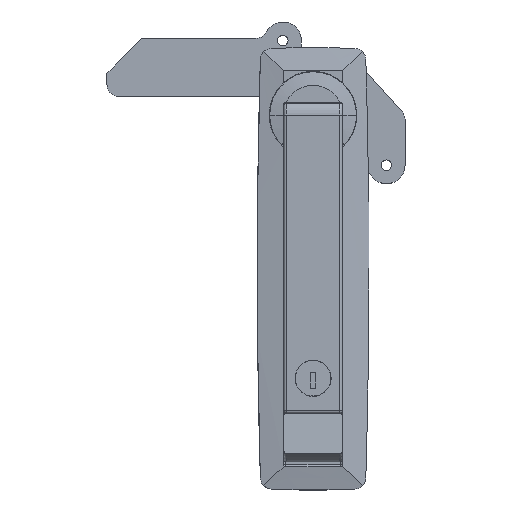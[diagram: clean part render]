
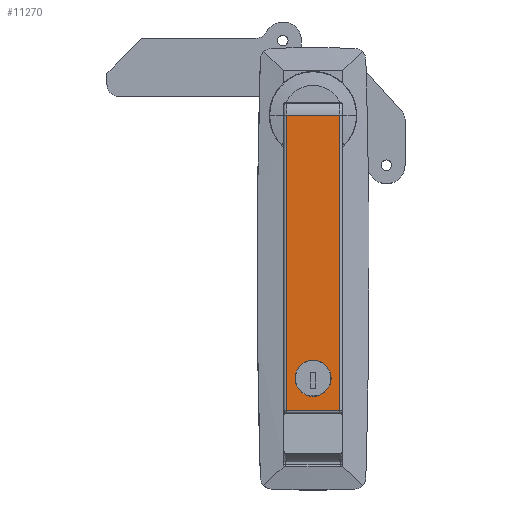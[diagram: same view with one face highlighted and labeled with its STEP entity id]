
A CAD part, top view. The second image highlights one B-rep face of the part: STEP entity #11270.
In plain terms, the highlighted planar face has unit normal (0, 0, 1).
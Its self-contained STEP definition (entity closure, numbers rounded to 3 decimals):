
#211 = EDGE_CURVE ( 'NONE', #8220, #11480, #739, .T. ) ;
#266 = ORIENTED_EDGE ( 'NONE', *, *, #211, .F. ) ;
#480 = EDGE_CURVE ( 'NONE', #5965, #754, #8732, .T. ) ;
#726 = DIRECTION ( 'NONE',  ( -1., 0., 0. ) ) ;
#739 = LINE ( 'NONE', #5645, #2275 ) ;
#754 = VERTEX_POINT ( 'NONE', #9973 ) ;
#2053 = DIRECTION ( 'NONE',  ( 0., 0., 1. ) ) ;
#2275 = VECTOR ( 'NONE', #14377, 1000. ) ;
#2834 = LINE ( 'NONE', #16497, #5067 ) ;
#3263 = EDGE_CURVE ( 'NONE', #8220, #5965, #11094, .T. ) ;
#3321 = CIRCLE ( 'NONE', #15794, 7.75 ) ;
#4661 = CARTESIAN_POINT ( 'NONE',  ( -11.5, -127., 7. ) ) ;
#4884 = DIRECTION ( 'NONE',  ( 0., 0., 1. ) ) ;
#4930 = AXIS2_PLACEMENT_3D ( 'NONE', #10546, #14990, #17725 ) ;
#5067 = VECTOR ( 'NONE', #12369, 1000. ) ;
#5645 = CARTESIAN_POINT ( 'NONE',  ( -12.5, -0.099, 7. ) ) ;
#5838 = VECTOR ( 'NONE', #17635, 1000. ) ;
#5965 = VERTEX_POINT ( 'NONE', #4661 ) ;
#6753 = ORIENTED_EDGE ( 'NONE', *, *, #480, .T. ) ;
#6939 = CARTESIAN_POINT ( 'NONE',  ( -11.5, -114.5, 7. ) ) ;
#7425 = EDGE_CURVE ( 'NONE', #11322, #16237, #14387, .T. ) ;
#7539 = ORIENTED_EDGE ( 'NONE', *, *, #11295, .F. ) ;
#7681 = CARTESIAN_POINT ( 'NONE',  ( 0., -113., 7. ) ) ;
#8220 = VERTEX_POINT ( 'NONE', #13976 ) ;
#8732 = LINE ( 'NONE', #9285, #5838 ) ;
#9285 = CARTESIAN_POINT ( 'NONE',  ( 0., -127., 7. ) ) ;
#9621 = DIRECTION ( 'NONE',  ( 0., -1., 0. ) ) ;
#9973 = CARTESIAN_POINT ( 'NONE',  ( 11.5, -127., 7. ) ) ;
#10546 = CARTESIAN_POINT ( 'NONE',  ( 0., -114.5, 7. ) ) ;
#11094 = LINE ( 'NONE', #6939, #16894 ) ;
#11270 = ADVANCED_FACE ( 'NONE', ( #14702, #14257 ), #16289, .F. ) ;
#11295 = EDGE_CURVE ( 'NONE', #16237, #11322, #3321, .T. ) ;
#11322 = VERTEX_POINT ( 'NONE', #15055 ) ;
#11480 = VERTEX_POINT ( 'NONE', #14165 ) ;
#12194 = ORIENTED_EDGE ( 'NONE', *, *, #7425, .F. ) ;
#12369 = DIRECTION ( 'NONE',  ( 0., 1., 0. ) ) ;
#13337 = CARTESIAN_POINT ( 'NONE',  ( 0., -113., 7. ) ) ;
#13865 = EDGE_LOOP ( 'NONE', ( #7539, #12194 ) ) ;
#13976 = CARTESIAN_POINT ( 'NONE',  ( -11.5, -0.099, 7. ) ) ;
#14019 = EDGE_LOOP ( 'NONE', ( #266, #15390, #6753, #14750 ) ) ;
#14165 = CARTESIAN_POINT ( 'NONE',  ( 11.5, -0.099, 7. ) ) ;
#14237 = CARTESIAN_POINT ( 'NONE',  ( 7.75, -113., 7. ) ) ;
#14257 = FACE_BOUND ( 'NONE', #13865, .T. ) ;
#14377 = DIRECTION ( 'NONE',  ( 1., 0., 0. ) ) ;
#14387 = CIRCLE ( 'NONE', #16699, 7.75 ) ;
#14702 = FACE_OUTER_BOUND ( 'NONE', #14019, .T. ) ;
#14750 = ORIENTED_EDGE ( 'NONE', *, *, #16027, .T. ) ;
#14990 = DIRECTION ( 'NONE',  ( 0., 0., -1. ) ) ;
#15055 = CARTESIAN_POINT ( 'NONE',  ( -7.75, -113., 7. ) ) ;
#15390 = ORIENTED_EDGE ( 'NONE', *, *, #3263, .T. ) ;
#15794 = AXIS2_PLACEMENT_3D ( 'NONE', #7681, #4884, #726 ) ;
#16027 = EDGE_CURVE ( 'NONE', #754, #11480, #2834, .T. ) ;
#16198 = DIRECTION ( 'NONE',  ( -1., 0., 0. ) ) ;
#16237 = VERTEX_POINT ( 'NONE', #14237 ) ;
#16289 = PLANE ( 'NONE',  #4930 ) ;
#16497 = CARTESIAN_POINT ( 'NONE',  ( 11.5, -114.5, 7. ) ) ;
#16699 = AXIS2_PLACEMENT_3D ( 'NONE', #13337, #2053, #16198 ) ;
#16894 = VECTOR ( 'NONE', #9621, 1000. ) ;
#17635 = DIRECTION ( 'NONE',  ( 1., 0., 0. ) ) ;
#17725 = DIRECTION ( 'NONE',  ( -1., 0., 0. ) ) ;
